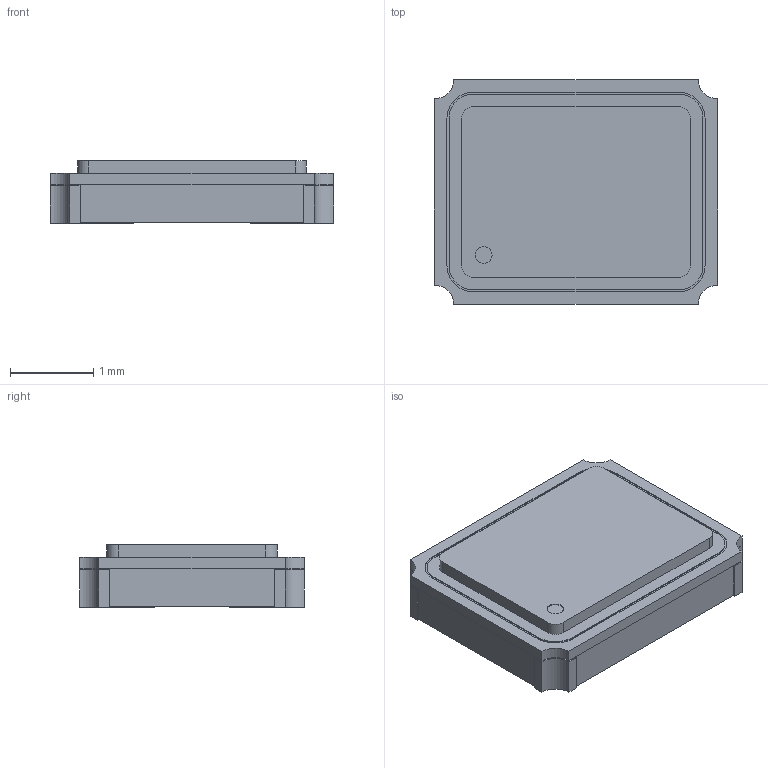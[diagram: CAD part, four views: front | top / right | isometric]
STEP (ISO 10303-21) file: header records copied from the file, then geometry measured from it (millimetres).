
FILE_DESCRIPTION( ( '' ), ' ' );
FILE_NAME( '5a5ea3a883a3d80efd2df4ea.step', '2018-01-17T01:15:21', ( '' ), ( '' ), ' ', ' ', ' ' );
FILE_SCHEMA( ( 'AUTOMOTIVE_DESIGN { 1 0 10303 214 1 1 1 1 }' ) );
Length unit declared in the file: metre
Products named in the file (1): Open CASCADE STEP translator 6.8 1
Bounding box: 3.4 x 2.7 x 0.75 mm (x, y, z)
Volume: 6.1 mm3; surface area: 26.9 mm2
Topology: 1 solids, 1 shells, 93 faces, 258 edges, 172 vertices
Faces by surface type: plane 60, cylinder 33
Full cylindrical faces by diameter (mm): 0.2 x1
Entity records: 5026 total; most frequent: CARTESIAN_POINT 523, DIRECTION 519, ORIENTED_EDGE 514, STYLED_ITEM 350, PRESENTATION_STYLE_ASSIGNMENT 350, COLOUR_RGB 350, EDGE_CURVE 257, CURVE_STYLE 257
